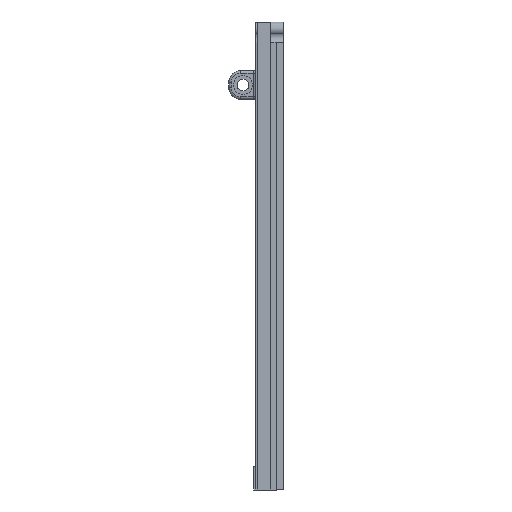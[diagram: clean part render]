
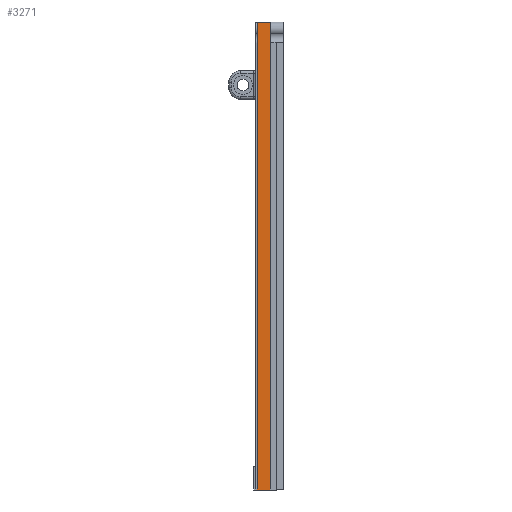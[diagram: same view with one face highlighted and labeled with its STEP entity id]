
A CAD part, left-side view. The second image highlights one B-rep face of the part: STEP entity #3271.
In plain terms, the highlighted planar face has unit normal (-1, 0, 0).
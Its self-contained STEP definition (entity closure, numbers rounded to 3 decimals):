
#175=FACE_OUTER_BOUND('',#359,.T.);
#359=EDGE_LOOP('',(#2192,#2193,#2194,#2195));
#795=LINE('',#4957,#1075);
#796=LINE('',#4963,#1076);
#798=LINE('',#4969,#1078);
#799=LINE('',#4970,#1079);
#1075=VECTOR('',#3873,10.);
#1076=VECTOR('',#3880,10.);
#1078=VECTOR('',#3886,10.);
#1079=VECTOR('',#3887,10.);
#1355=VERTEX_POINT('',#4954);
#1356=VERTEX_POINT('',#4956);
#1358=VERTEX_POINT('',#4962);
#1360=VERTEX_POINT('',#4968);
#1681=EDGE_CURVE('',#1356,#1355,#795,.T.);
#1684=EDGE_CURVE('',#1358,#1356,#796,.T.);
#1687=EDGE_CURVE('',#1360,#1355,#798,.T.);
#1688=EDGE_CURVE('',#1360,#1358,#799,.T.);
#2192=ORIENTED_EDGE('',*,*,#1681,.T.);
#2193=ORIENTED_EDGE('',*,*,#1687,.F.);
#2194=ORIENTED_EDGE('',*,*,#1688,.T.);
#2195=ORIENTED_EDGE('',*,*,#1684,.T.);
#3192=PLANE('',#3472);
#3271=ADVANCED_FACE('',(#175),#3192,.T.);
#3472=AXIS2_PLACEMENT_3D('',#4967,#3884,#3885);
#3873=DIRECTION('',(0.,0.,-1.));
#3880=DIRECTION('',(0.,1.,0.));
#3884=DIRECTION('center_axis',(-1.,0.,0.));
#3885=DIRECTION('ref_axis',(0.,-1.,0.));
#3886=DIRECTION('',(0.,1.,0.));
#3887=DIRECTION('',(0.,0.,1.));
#4954=CARTESIAN_POINT('',(-74.932,5.294,-423.747));
#4956=CARTESIAN_POINT('',(-74.932,5.294,-226.752));
#4957=CARTESIAN_POINT('',(-74.932,5.294,-554.759));
#4962=CARTESIAN_POINT('',(-74.932,-0.256,-226.752));
#4963=CARTESIAN_POINT('',(-74.932,-2.706,-226.752));
#4967=CARTESIAN_POINT('Origin',(-74.932,5.494,-554.759));
#4968=CARTESIAN_POINT('',(-74.932,-0.256,-423.747));
#4969=CARTESIAN_POINT('',(-74.932,-0.256,-423.747));
#4970=CARTESIAN_POINT('',(-74.932,-0.256,-554.759));
